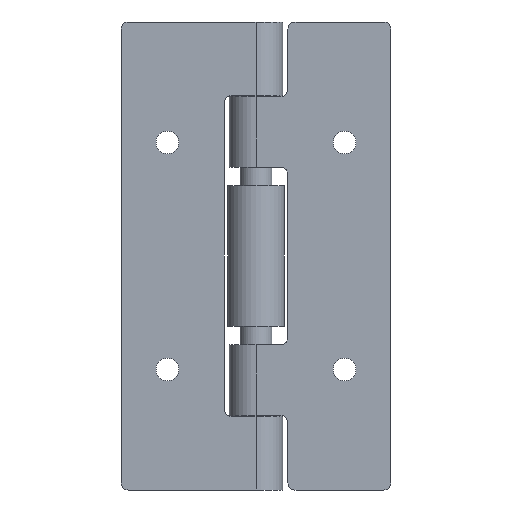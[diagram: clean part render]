
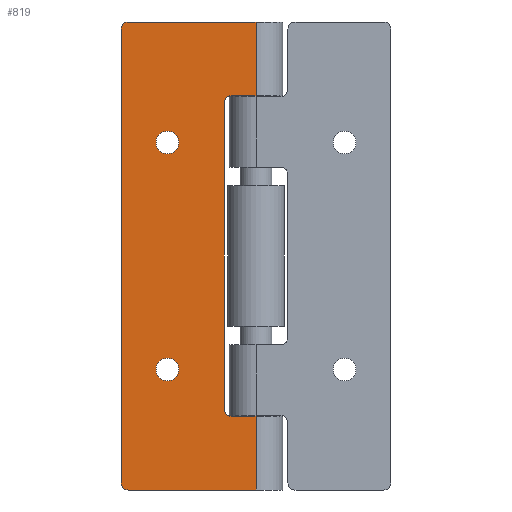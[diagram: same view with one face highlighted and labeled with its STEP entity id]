
A CAD part, front view. The second image highlights one B-rep face of the part: STEP entity #819.
In plain terms, the highlighted planar face has unit normal (0, -1, 0).
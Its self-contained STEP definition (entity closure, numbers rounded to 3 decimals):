
#23 = CARTESIAN_POINT ( 'NONE',  ( -12.5, -3.75, -16. ) ) ;
#24 = DIRECTION ( 'NONE',  ( 0., 1., 0. ) ) ;
#25 = DIRECTION ( 'NONE',  ( -1., 0., 0. ) ) ;
#41 = CARTESIAN_POINT ( 'NONE',  ( -18., -3.75, 32. ) ) ;
#58 = DIRECTION ( 'NONE',  ( 0., -1., 0. ) ) ;
#59 = DIRECTION ( 'NONE',  ( -1., 0., 0. ) ) ;
#68 = DIRECTION ( 'NONE',  ( -1., 0., 0. ) ) ;
#94 = CARTESIAN_POINT ( 'NONE',  ( -18., -3.75, -32. ) ) ;
#102 = DIRECTION ( 'NONE',  ( 0., -1., 0. ) ) ;
#105 = DIRECTION ( 'NONE',  ( -1., 0., 0. ) ) ;
#118 = CARTESIAN_POINT ( 'NONE',  ( -12.5, -3.75, 16. ) ) ;
#129 = CARTESIAN_POINT ( 'NONE',  ( 0., -3.75, -22.6 ) ) ;
#130 = LINE ( 'NONE', #129, #2718 ) ;
#131 = DIRECTION ( 'NONE',  ( -1., 0., 0. ) ) ;
#150 = DIRECTION ( 'NONE',  ( 1., 0., 0. ) ) ;
#154 = LINE ( 'NONE', #155, #2656 ) ;
#155 = CARTESIAN_POINT ( 'NONE',  ( 0., -3.75, 22.6 ) ) ;
#168 = DIRECTION ( 'NONE',  ( 0., 1., 0. ) ) ;
#169 = DIRECTION ( 'NONE',  ( -1., 0., 0. ) ) ;
#172 = CARTESIAN_POINT ( 'NONE',  ( -3.5, -3.75, -21.6 ) ) ;
#181 = DIRECTION ( 'NONE',  ( 0., 1., 0. ) ) ;
#229 = VECTOR ( 'NONE', #761, 1000. ) ;
#471 = AXIS2_PLACEMENT_3D ( 'NONE', #557, #558, #559 ) ;
#474 = AXIS2_PLACEMENT_3D ( 'NONE', #560, #567, #568 ) ;
#481 = VECTOR ( 'NONE', #584, 1000. ) ;
#494 = VECTOR ( 'NONE', #626, 1000. ) ;
#508 = VECTOR ( 'NONE', #668, 1000. ) ;
#557 = CARTESIAN_POINT ( 'NONE',  ( -12.5, -3.75, -16. ) ) ;
#558 = DIRECTION ( 'NONE',  ( 0., 1., 0. ) ) ;
#559 = DIRECTION ( 'NONE',  ( -1., 0., 0. ) ) ;
#560 = CARTESIAN_POINT ( 'NONE',  ( -12.5, -3.75, 16. ) ) ;
#567 = DIRECTION ( 'NONE',  ( 0., 1., 0. ) ) ;
#568 = DIRECTION ( 'NONE',  ( -1., 0., 0. ) ) ;
#582 = LINE ( 'NONE', #583, #481 ) ;
#583 = CARTESIAN_POINT ( 'NONE',  ( 0., -3.75, -33. ) ) ;
#584 = DIRECTION ( 'NONE',  ( 1., 0., 0. ) ) ;
#624 = LINE ( 'NONE', #625, #494 ) ;
#625 = CARTESIAN_POINT ( 'NONE',  ( 0., -3.75, 33. ) ) ;
#626 = DIRECTION ( 'NONE',  ( 1., 0., 0. ) ) ;
#666 = LINE ( 'NONE', #667, #508 ) ;
#667 = CARTESIAN_POINT ( 'NONE',  ( 0., -3.75, 33. ) ) ;
#668 = DIRECTION ( 'NONE',  ( 0., 0., -1. ) ) ;
#759 = LINE ( 'NONE', #760, #229 ) ;
#760 = CARTESIAN_POINT ( 'NONE',  ( 0., -3.75, 33. ) ) ;
#761 = DIRECTION ( 'NONE',  ( 0., 0., -1. ) ) ;
#812 = CIRCLE ( 'NONE', #2709, 1. ) ;
#819 = ADVANCED_FACE ( 'NONE', ( #1943, #1922, #1930 ), #1339, .F. ) ;
#867 = CIRCLE ( 'NONE', #2740, 1. ) ;
#875 = CIRCLE ( 'NONE', #2614, 1.6 ) ;
#877 = CIRCLE ( 'NONE', #2625, 1. ) ;
#898 = CIRCLE ( 'NONE', #2613, 1. ) ;
#914 = CIRCLE ( 'NONE', #2720, 1.6 ) ;
#1030 = EDGE_CURVE ( 'NONE', #1498, #1375, #898, .T. ) ;
#1039 = EDGE_CURVE ( 'NONE', #1558, #1472, #877, .T. ) ;
#1046 = EDGE_CURVE ( 'NONE', #1578, #1451, #875, .T. ) ;
#1053 = EDGE_CURVE ( 'NONE', #1386, #1552, #154, .T. ) ;
#1059 = EDGE_CURVE ( 'NONE', #1465, #1560, #867, .T. ) ;
#1073 = EDGE_CURVE ( 'NONE', #1562, #1498, #130, .T. ) ;
#1074 = EDGE_CURVE ( 'NONE', #1587, #1564, #914, .T. ) ;
#1086 = EDGE_CURVE ( 'NONE', #1344, #1386, #812, .T. ) ;
#1101 = EDGE_CURVE ( 'NONE', #1472, #1465, #1300, .T. ) ;
#1107 = EDGE_CURVE ( 'NONE', #1375, #1344, #1202, .T. ) ;
#1185 = CARTESIAN_POINT ( 'NONE',  ( -4.5, -3.75, 33. ) ) ;
#1193 = DIRECTION ( 'NONE',  ( 0., 0., 1. ) ) ;
#1201 = CARTESIAN_POINT ( 'NONE',  ( 0., -3.75, -33. ) ) ;
#1202 = LINE ( 'NONE', #1185, #2643 ) ;
#1218 = CARTESIAN_POINT ( 'NONE',  ( -19., -3.75, 32. ) ) ;
#1219 = CARTESIAN_POINT ( 'NONE',  ( 0., -3.75, 33. ) ) ;
#1221 = CARTESIAN_POINT ( 'NONE',  ( -19., -3.75, -32. ) ) ;
#1224 = CARTESIAN_POINT ( 'NONE',  ( -3.5, -3.75, 22.6 ) ) ;
#1227 = CARTESIAN_POINT ( 'NONE',  ( -12.5, -3.75, -17.6 ) ) ;
#1228 = CARTESIAN_POINT ( 'NONE',  ( -4.5, -3.75, 21.6 ) ) ;
#1230 = CARTESIAN_POINT ( 'NONE',  ( -4.5, -3.75, -21.6 ) ) ;
#1260 = DIRECTION ( 'NONE',  ( 0., 0., -1. ) ) ;
#1280 = CARTESIAN_POINT ( 'NONE',  ( -3.5, -3.75, -22.6 ) ) ;
#1289 = CARTESIAN_POINT ( 'NONE',  ( -19., -3.75, 33. ) ) ;
#1291 = CARTESIAN_POINT ( 'NONE',  ( -3.5, -3.75, 21.6 ) ) ;
#1299 = DIRECTION ( 'NONE',  ( 0., 1., 0. ) ) ;
#1300 = LINE ( 'NONE', #1289, #2663 ) ;
#1301 = DIRECTION ( 'NONE',  ( -1., 0., 0. ) ) ;
#1334 = DIRECTION ( 'NONE',  ( -1., 0., 0. ) ) ;
#1336 = DIRECTION ( 'NONE',  ( 0., 1., 0. ) ) ;
#1337 = CARTESIAN_POINT ( 'NONE',  ( 0., -3.75, 33. ) ) ;
#1339 = PLANE ( 'NONE',  #1929 ) ;
#1344 = VERTEX_POINT ( 'NONE', #1228 ) ;
#1375 = VERTEX_POINT ( 'NONE', #1230 ) ;
#1386 = VERTEX_POINT ( 'NONE', #1224 ) ;
#1451 = VERTEX_POINT ( 'NONE', #1227 ) ;
#1465 = VERTEX_POINT ( 'NONE', #1221 ) ;
#1472 = VERTEX_POINT ( 'NONE', #1218 ) ;
#1476 = VERTEX_POINT ( 'NONE', #1219 ) ;
#1498 = VERTEX_POINT ( 'NONE', #1280 ) ;
#1520 = VERTEX_POINT ( 'NONE', #1201 ) ;
#1552 = VERTEX_POINT ( 'NONE', #1750 ) ;
#1558 = VERTEX_POINT ( 'NONE', #1659 ) ;
#1560 = VERTEX_POINT ( 'NONE', #1641 ) ;
#1562 = VERTEX_POINT ( 'NONE', #1662 ) ;
#1564 = VERTEX_POINT ( 'NONE', #1661 ) ;
#1578 = VERTEX_POINT ( 'NONE', #1719 ) ;
#1587 = VERTEX_POINT ( 'NONE', #1752 ) ;
#1641 = CARTESIAN_POINT ( 'NONE',  ( -18., -3.75, -33. ) ) ;
#1659 = CARTESIAN_POINT ( 'NONE',  ( -18., -3.75, 33. ) ) ;
#1661 = CARTESIAN_POINT ( 'NONE',  ( -12.5, -3.75, 14.4 ) ) ;
#1662 = CARTESIAN_POINT ( 'NONE',  ( 0., -3.75, -22.6 ) ) ;
#1719 = CARTESIAN_POINT ( 'NONE',  ( -12.5, -3.75, -14.4 ) ) ;
#1750 = CARTESIAN_POINT ( 'NONE',  ( 0., -3.75, 22.6 ) ) ;
#1752 = CARTESIAN_POINT ( 'NONE',  ( -12.5, -3.75, 17.6 ) ) ;
#1820 = EDGE_LOOP ( 'NONE', ( #2295, #2319, #2285, #2306, #2363, #2337, #2273, #2356, #2312, #2279, #2274, #2328 ) ) ;
#1922 = FACE_BOUND ( 'NONE', #2281, .T. ) ;
#1929 = AXIS2_PLACEMENT_3D ( 'NONE', #1337, #1336, #1334 ) ;
#1930 = FACE_OUTER_BOUND ( 'NONE', #1820, .T. ) ;
#1943 = FACE_BOUND ( 'NONE', #2369, .T. ) ;
#1988 = EDGE_CURVE ( 'NONE', #1451, #1578, #2512, .T. ) ;
#1991 = EDGE_CURVE ( 'NONE', #1564, #1587, #2513, .T. ) ;
#1996 = EDGE_CURVE ( 'NONE', #1560, #1520, #582, .T. ) ;
#2010 = EDGE_CURVE ( 'NONE', #1558, #1476, #624, .T. ) ;
#2024 = EDGE_CURVE ( 'NONE', #1476, #1552, #666, .T. ) ;
#2055 = EDGE_CURVE ( 'NONE', #1562, #1520, #759, .T. ) ;
#2273 = ORIENTED_EDGE ( 'NONE', *, *, #1073, .T. ) ;
#2274 = ORIENTED_EDGE ( 'NONE', *, *, #1053, .T. ) ;
#2279 = ORIENTED_EDGE ( 'NONE', *, *, #1086, .T. ) ;
#2281 = EDGE_LOOP ( 'NONE', ( #2389, #2381 ) ) ;
#2285 = ORIENTED_EDGE ( 'NONE', *, *, #1101, .T. ) ;
#2295 = ORIENTED_EDGE ( 'NONE', *, *, #2010, .F. ) ;
#2306 = ORIENTED_EDGE ( 'NONE', *, *, #1059, .T. ) ;
#2312 = ORIENTED_EDGE ( 'NONE', *, *, #1107, .T. ) ;
#2319 = ORIENTED_EDGE ( 'NONE', *, *, #1039, .T. ) ;
#2328 = ORIENTED_EDGE ( 'NONE', *, *, #2024, .F. ) ;
#2337 = ORIENTED_EDGE ( 'NONE', *, *, #2055, .F. ) ;
#2338 = ORIENTED_EDGE ( 'NONE', *, *, #1074, .T. ) ;
#2356 = ORIENTED_EDGE ( 'NONE', *, *, #1030, .T. ) ;
#2363 = ORIENTED_EDGE ( 'NONE', *, *, #1996, .T. ) ;
#2369 = EDGE_LOOP ( 'NONE', ( #2338, #2380 ) ) ;
#2380 = ORIENTED_EDGE ( 'NONE', *, *, #1991, .T. ) ;
#2381 = ORIENTED_EDGE ( 'NONE', *, *, #1988, .T. ) ;
#2389 = ORIENTED_EDGE ( 'NONE', *, *, #1046, .T. ) ;
#2512 = CIRCLE ( 'NONE', #471, 1.6 ) ;
#2513 = CIRCLE ( 'NONE', #474, 1.6 ) ;
#2613 = AXIS2_PLACEMENT_3D ( 'NONE', #172, #168, #169 ) ;
#2614 = AXIS2_PLACEMENT_3D ( 'NONE', #23, #24, #25 ) ;
#2625 = AXIS2_PLACEMENT_3D ( 'NONE', #41, #58, #59 ) ;
#2643 = VECTOR ( 'NONE', #1193, 1000. ) ;
#2656 = VECTOR ( 'NONE', #150, 1000. ) ;
#2663 = VECTOR ( 'NONE', #1260, 1000. ) ;
#2709 = AXIS2_PLACEMENT_3D ( 'NONE', #1291, #1299, #1301 ) ;
#2718 = VECTOR ( 'NONE', #131, 1000. ) ;
#2720 = AXIS2_PLACEMENT_3D ( 'NONE', #118, #181, #105 ) ;
#2740 = AXIS2_PLACEMENT_3D ( 'NONE', #94, #102, #68 ) ;
